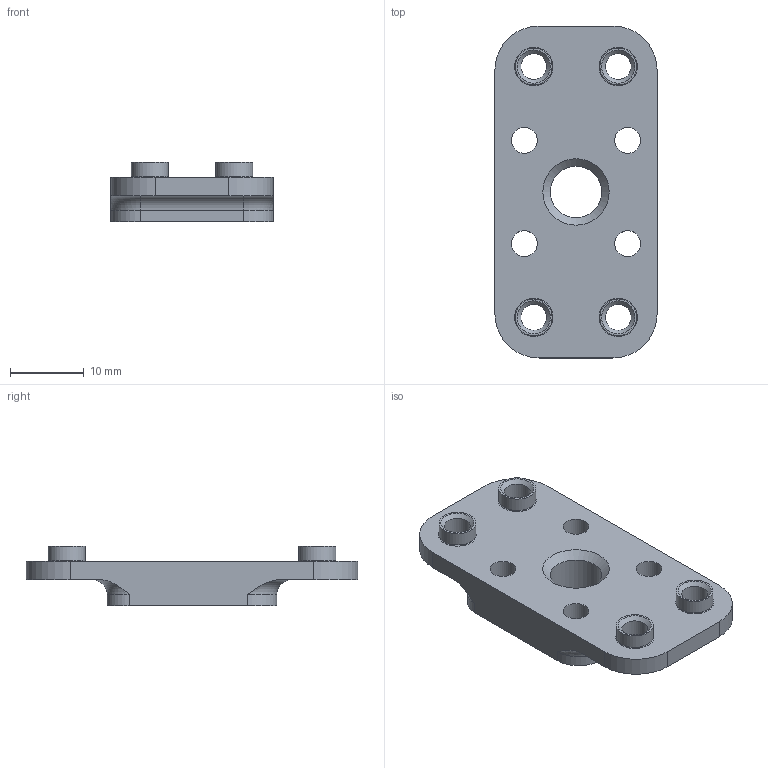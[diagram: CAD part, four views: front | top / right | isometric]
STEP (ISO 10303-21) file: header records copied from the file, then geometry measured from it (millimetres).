
FILE_DESCRIPTION(/* description */ (''),/* implementation_level */ '2;1');
FILE_NAME(/* name */ '1111.000.001.002 - Пластина.stp',/* time_stamp */ '2024-11-01T18:56:57+03:00',/* author */ (''),/* organization */ (''),/* preprocessor_version */ 'ST-DEVELOPER v16.7',/* originating_system */ 'SIEMENS PLM Software NX 12.0',/* authorisation */ '');
FILE_SCHEMA (('AUTOMOTIVE_DESIGN { 1 0 10303 214 3 1 1 1 }'));
Length unit declared in the file: millimetre
Products named in the file (1): 1111.000.001.002 - Пластина
Bounding box: 22 x 45 x 8 mm (x, y, z)
Volume: 3670.4 mm3; surface area: 2936.7 mm2
Topology: 1 solids, 1 shells, 54 faces, 136 edges, 88 vertices
Faces by surface type: cylinder 23, plane 14, cone 9, torus 8
Full cylindrical faces by diameter (mm): 3.5 x8, 5 x4, 7 x1
Entity records: 1500 total; most frequent: DIRECTION 270, CARTESIAN_POINT 255, ORIENTED_EDGE 202, AXIS2_PLACEMENT_3D 118, EDGE_LOOP 102, EDGE_CURVE 101, FACE_BOUND 82, VERTEX_POINT 79
